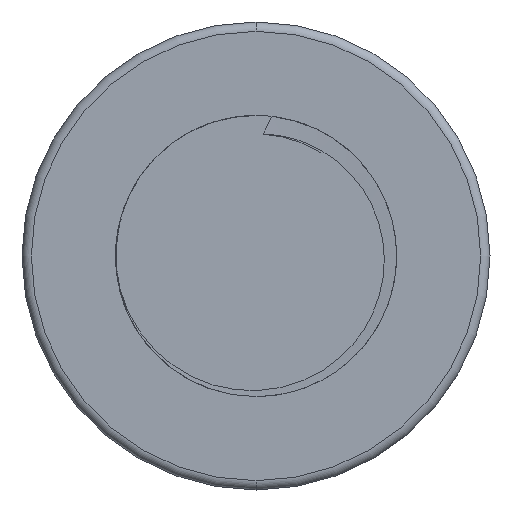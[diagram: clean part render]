
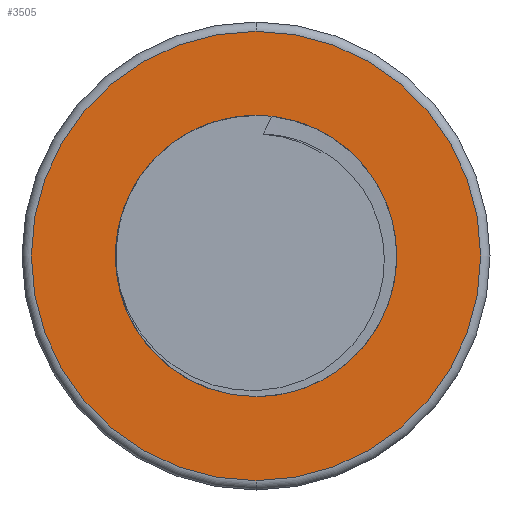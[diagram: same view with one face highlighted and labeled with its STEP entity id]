
A CAD part, front view. The second image highlights one B-rep face of the part: STEP entity #3505.
In plain terms, the highlighted planar face has unit normal (0, -1, 0).
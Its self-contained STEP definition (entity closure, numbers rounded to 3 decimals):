
#6 = CIRCLE ( 'NONE', #601, 2.397 ) ;
#96 = VERTEX_POINT ( 'NONE', #2695 ) ;
#112 = VERTEX_POINT ( 'NONE', #2714 ) ;
#127 = DIRECTION ( 'NONE',  ( 0., 0., 1. ) ) ;
#379 = DIRECTION ( 'NONE',  ( 0., 0., 1. ) ) ;
#506 = DIRECTION ( 'NONE',  ( 0., 0., 1. ) ) ;
#546 = EDGE_CURVE ( 'NONE', #2396, #96, #599, .T. ) ;
#575 = EDGE_LOOP ( 'NONE', ( #2874, #953 ) ) ;
#599 = CIRCLE ( 'NONE', #1745, 1.5 ) ;
#601 = AXIS2_PLACEMENT_3D ( 'NONE', #2845, #1207, #379 ) ;
#822 = ORIENTED_EDGE ( 'NONE', *, *, #1711, .T. ) ;
#953 = ORIENTED_EDGE ( 'NONE', *, *, #2241, .T. ) ;
#989 = CARTESIAN_POINT ( 'NONE',  ( 0., 0., 0. ) ) ;
#1047 = DIRECTION ( 'NONE',  ( 0., 1., 0. ) ) ;
#1207 = DIRECTION ( 'NONE',  ( 0., -1., 0. ) ) ;
#1312 = DIRECTION ( 'NONE',  ( 0., -1., 0. ) ) ;
#1313 = CARTESIAN_POINT ( 'NONE',  ( 0., 0., 2.397 ) ) ;
#1345 = AXIS2_PLACEMENT_3D ( 'NONE', #2683, #1047, #506 ) ;
#1346 = DIRECTION ( 'NONE',  ( 0., 1., 0. ) ) ;
#1464 = EDGE_CURVE ( 'NONE', #3485, #112, #6, .T. ) ;
#1570 = FACE_OUTER_BOUND ( 'NONE', #575, .T. ) ;
#1657 = DIRECTION ( 'NONE',  ( 0., 0., 1. ) ) ;
#1711 = EDGE_CURVE ( 'NONE', #96, #2396, #2940, .T. ) ;
#1745 = AXIS2_PLACEMENT_3D ( 'NONE', #989, #2610, #127 ) ;
#1800 = AXIS2_PLACEMENT_3D ( 'NONE', #3229, #1346, #1657 ) ;
#1874 = CARTESIAN_POINT ( 'NONE',  ( 0., 0., -1.5 ) ) ;
#2188 = FACE_BOUND ( 'NONE', #3372, .T. ) ;
#2241 = EDGE_CURVE ( 'NONE', #112, #3485, #2273, .T. ) ;
#2249 = ORIENTED_EDGE ( 'NONE', *, *, #546, .T. ) ;
#2273 = CIRCLE ( 'NONE', #2440, 2.397 ) ;
#2396 = VERTEX_POINT ( 'NONE', #1874 ) ;
#2408 = PLANE ( 'NONE',  #1345 ) ;
#2440 = AXIS2_PLACEMENT_3D ( 'NONE', #3237, #1312, #2441 ) ;
#2441 = DIRECTION ( 'NONE',  ( 0., 0., 1. ) ) ;
#2610 = DIRECTION ( 'NONE',  ( 0., 1., 0. ) ) ;
#2683 = CARTESIAN_POINT ( 'NONE',  ( 0., 0., 0. ) ) ;
#2695 = CARTESIAN_POINT ( 'NONE',  ( 0., 0., 1.5 ) ) ;
#2714 = CARTESIAN_POINT ( 'NONE',  ( 0., 0., -2.397 ) ) ;
#2845 = CARTESIAN_POINT ( 'NONE',  ( 0., 0., 0. ) ) ;
#2874 = ORIENTED_EDGE ( 'NONE', *, *, #1464, .T. ) ;
#2940 = CIRCLE ( 'NONE', #1800, 1.5 ) ;
#3229 = CARTESIAN_POINT ( 'NONE',  ( 0., 0., 0. ) ) ;
#3237 = CARTESIAN_POINT ( 'NONE',  ( 0., 0., 0. ) ) ;
#3372 = EDGE_LOOP ( 'NONE', ( #822, #2249 ) ) ;
#3485 = VERTEX_POINT ( 'NONE', #1313 ) ;
#3505 = ADVANCED_FACE ( 'NONE', ( #1570, #2188 ), #2408, .F. ) ;
